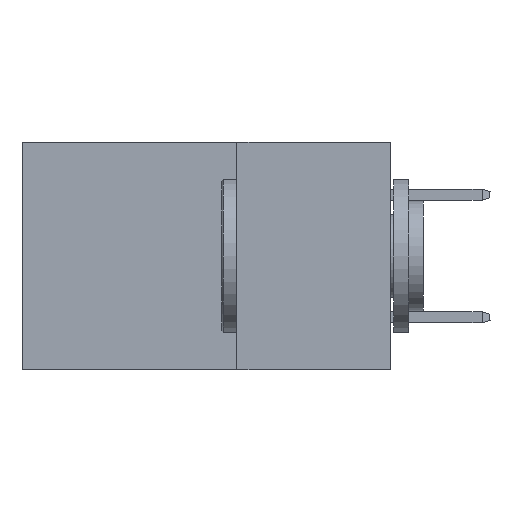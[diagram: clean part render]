
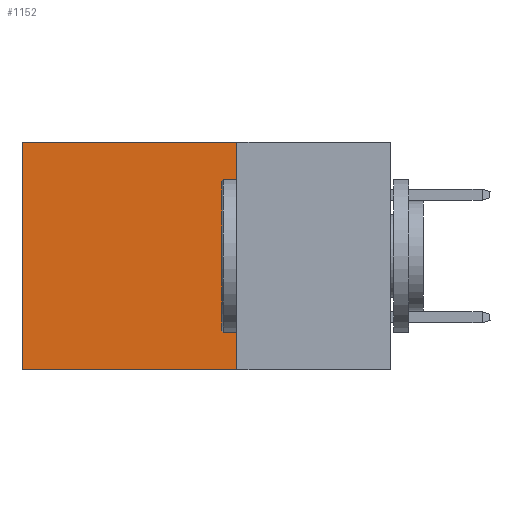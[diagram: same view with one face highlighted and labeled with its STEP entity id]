
A CAD part, left-side view. The second image highlights one B-rep face of the part: STEP entity #1152.
In plain terms, the highlighted planar face has unit normal (-1, 0, 0).
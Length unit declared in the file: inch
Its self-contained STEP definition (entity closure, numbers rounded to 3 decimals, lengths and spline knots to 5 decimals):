
#1152 = ADVANCED_FACE ( 'NONE', ( #34871 ), #11180, .F. ) ;
#2268 = VERTEX_POINT ( 'NONE', #26813 ) ;
#4859 = CARTESIAN_POINT ( 'NONE',  ( 0.2875, 0.6, -0.37 ) ) ;
#5173 = EDGE_CURVE ( 'NONE', #32589, #6770, #17589, .T. ) ;
#6384 = DIRECTION ( 'NONE',  ( 0., 1., 0. ) ) ;
#6640 = DIRECTION ( 'NONE',  ( 0., 0., -1. ) ) ;
#6770 = VERTEX_POINT ( 'NONE', #4859 ) ;
#6802 = ORIENTED_EDGE ( 'NONE', *, *, #9277, .T. ) ;
#7261 = DIRECTION ( 'NONE',  ( 0., 0., -1. ) ) ;
#7852 = EDGE_CURVE ( 'NONE', #2268, #29690, #28906, .T. ) ;
#8163 = VECTOR ( 'NONE', #31735, 39.37008 ) ;
#8834 = DIRECTION ( 'NONE',  ( 1., 0., 0. ) ) ;
#9193 = EDGE_LOOP ( 'NONE', ( #22618, #21919, #19506, #6802 ) ) ;
#9277 = EDGE_CURVE ( 'NONE', #2268, #32589, #23129, .T. ) ;
#11150 = CARTESIAN_POINT ( 'NONE',  ( 0.2875, 0.25, 0. ) ) ;
#11180 = PLANE ( 'NONE',  #27858 ) ;
#13264 = VECTOR ( 'NONE', #6384, 39.37008 ) ;
#17589 = LINE ( 'NONE', #23470, #27715 ) ;
#18002 = CARTESIAN_POINT ( 'NONE',  ( 0.2875, 0.25, -0.37 ) ) ;
#19151 = DIRECTION ( 'NONE',  ( 0., 0., -1. ) ) ;
#19506 = ORIENTED_EDGE ( 'NONE', *, *, #7852, .F. ) ;
#21919 = ORIENTED_EDGE ( 'NONE', *, *, #24335, .F. ) ;
#22359 = CARTESIAN_POINT ( 'NONE',  ( 0.2875, 0.25, 0. ) ) ;
#22618 = ORIENTED_EDGE ( 'NONE', *, *, #5173, .T. ) ;
#22810 = CARTESIAN_POINT ( 'NONE',  ( 0.2875, 0.25, 0. ) ) ;
#23129 = LINE ( 'NONE', #22810, #8163 ) ;
#23470 = CARTESIAN_POINT ( 'NONE',  ( 0.2875, 0.6, 0. ) ) ;
#24002 = CARTESIAN_POINT ( 'NONE',  ( 0.2875, 0.6, 0. ) ) ;
#24335 = EDGE_CURVE ( 'NONE', #29690, #6770, #29566, .T. ) ;
#24480 = VECTOR ( 'NONE', #19151, 39.37008 ) ;
#26813 = CARTESIAN_POINT ( 'NONE',  ( 0.2875, 0.25, 0. ) ) ;
#27715 = VECTOR ( 'NONE', #6640, 39.37008 ) ;
#27858 = AXIS2_PLACEMENT_3D ( 'NONE', #11150, #8834, #7261 ) ;
#28906 = LINE ( 'NONE', #22359, #24480 ) ;
#29566 = LINE ( 'NONE', #29717, #13264 ) ;
#29690 = VERTEX_POINT ( 'NONE', #18002 ) ;
#29717 = CARTESIAN_POINT ( 'NONE',  ( 0.2875, 0.25, -0.37 ) ) ;
#31735 = DIRECTION ( 'NONE',  ( 0., 1., 0. ) ) ;
#32589 = VERTEX_POINT ( 'NONE', #24002 ) ;
#34871 = FACE_OUTER_BOUND ( 'NONE', #9193, .T. ) ;
